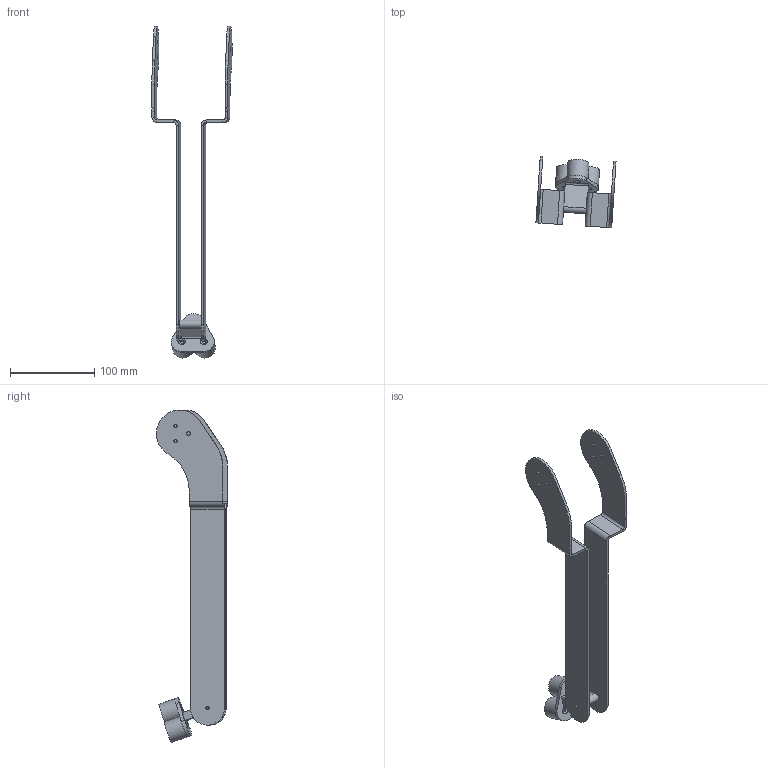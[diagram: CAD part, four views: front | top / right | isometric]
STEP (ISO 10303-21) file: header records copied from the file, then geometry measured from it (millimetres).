
FILE_DESCRIPTION(/* description */ (''),/* implementation_level */ '2;1');
FILE_NAME(/* name */ 'czlon4.stp',/* time_stamp */ '2023-02-21T21:39:32+01:00',/* author */ ('Kamil'),/* organization */ (''),/* preprocessor_version */ 'ST-DEVELOPER v19',/* originating_system */ 'Autodesk Inventor 2023',/* authorisation */ '');
FILE_SCHEMA (('AUTOMOTIVE_DESIGN { 1 0 10303 214 3 1 1 }'));
Length unit declared in the file: millimetre
Products named in the file (4): Zespół1; blacha_2_MIR; Ariadna-Electromagnet_mount_v2; blacha_2_MIR_MIR
Assembly tree (3 placements, depth 2):
  Zespół1
    blacha_2_MIR
    Ariadna-Electromagnet_mount_v2
    blacha_2_MIR_MIR
Bounding box: 94.98 x 84.67 x 393.42 mm (x, y, z)
Volume: 146124.1 mm3; surface area: 87166.7 mm2
Topology: 6 solids, 6 shells, 99 faces, 219 edges, 133 vertices
Faces by surface type: plane 57, cylinder 37, cone 3, bspline 2
Full cylindrical faces by diameter (mm): 3.2 x1, 4 x11, 25 x3
Entity records: 2950 total; most frequent: DIRECTION 512, CARTESIAN_POINT 468, ORIENTED_EDGE 438, EDGE_CURVE 219, AXIS2_PLACEMENT_3D 189, LINE 134, VECTOR 134, VERTEX_POINT 133
